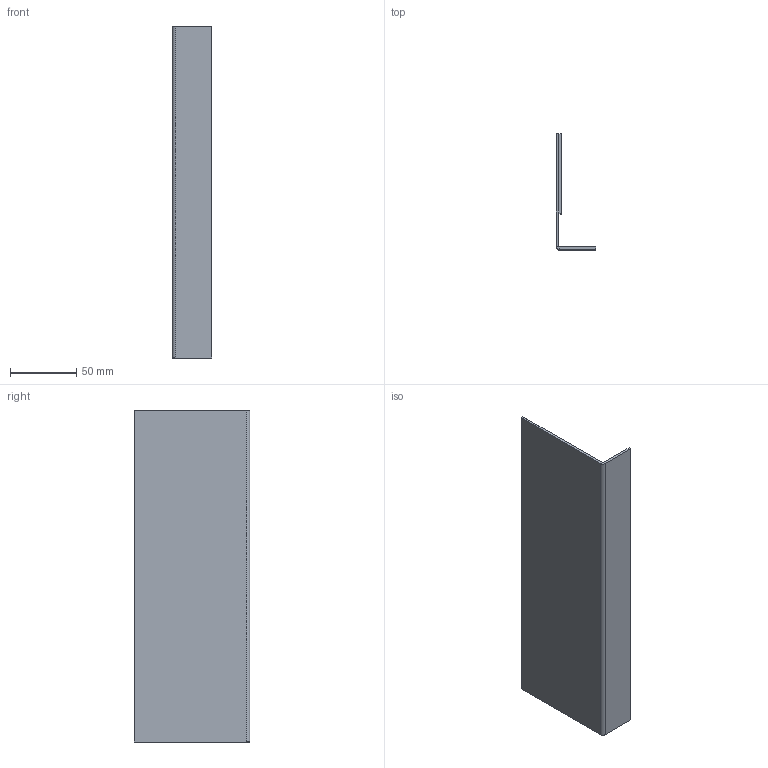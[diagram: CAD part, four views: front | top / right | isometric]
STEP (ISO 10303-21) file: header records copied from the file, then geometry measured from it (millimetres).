
FILE_DESCRIPTION (( 'STEP AP214' ), '1' );
FILE_NAME ('024823.stp', '2016-04-27T12:29:36', ( '' ), ( '' ), 'SwSTEP 2.0', 'SolidWorks 2014', '' );
FILE_SCHEMA (( 'AUTOMOTIVE_DESIGN' ));
Length unit declared in the file: millimetre
Products named in the file (3): 024823; 024822_Standard; 024821_Standard
Assembly tree (2 placements, depth 2):
  024823
    024821_Standard
    024822_Standard
Bounding box: 30 x 87 x 250 mm (x, y, z)
Volume: 86916.6 mm3; surface area: 89605.9 mm2
Topology: 2 solids, 2 shells, 20 faces, 40 edges, 24 vertices
Faces by surface type: plane 18, cylinder 2
Entity records: 614 total; most frequent: DIRECTION 94, CARTESIAN_POINT 89, ORIENTED_EDGE 80, EDGE_CURVE 40, VECTOR 36, LINE 36, AXIS2_PLACEMENT_3D 29, VERTEX_POINT 24
